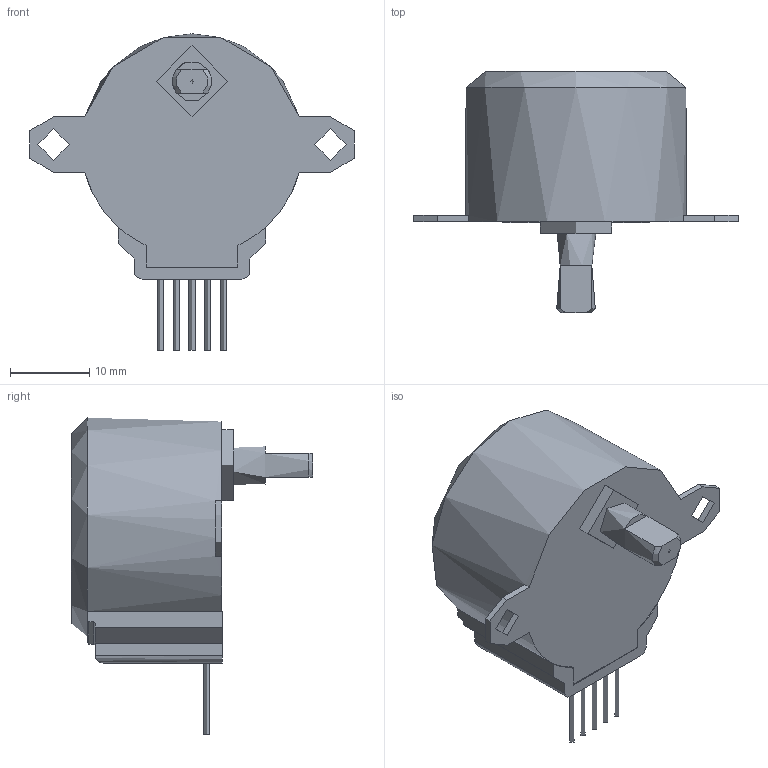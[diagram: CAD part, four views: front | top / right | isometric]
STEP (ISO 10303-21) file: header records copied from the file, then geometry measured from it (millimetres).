
FILE_DESCRIPTION(/* description */ (''),/* implementation_level */ '2;1');
FILE_NAME(/* name */ 'Stepper Motor.stp',/* time_stamp */ '2014-09-10T09:26:54-04:00',/* author */ ('Christoper Allemang'),/* organization */ (''),/* preprocessor_version */ 'ST-DEVELOPER v15.6',/* originating_system */ 'Autodesk Inventor 2015',/* authorisation */ '');
FILE_SCHEMA (('AUTOMOTIVE_DESIGN { 1 0 10303 214 3 1 1 }'));
Length unit declared in the file: millimetre
Products named in the file (1): Stepper Motor
Bounding box: 41.06 x 30.5 x 40 mm (x, y, z)
Volume: 12959.6 mm3; surface area: 3595.3 mm2
Topology: 1 solids, 1 shells, 152 faces, 363 edges, 240 vertices
Faces by surface type: plane 104, bspline 22, cylinder 20, cone 3, torus 3
Full cylindrical faces by diameter (mm): 0.8 x5, 4 x2, 5 x1, 9 x1
Entity records: 6518 total; most frequent: CARTESIAN_POINT 2915, ORIENTED_EDGE 698, DIRECTION 611, EDGE_CURVE 349, LINE 245, VECTOR 245, VERTEX_POINT 237, EDGE_LOOP 194
